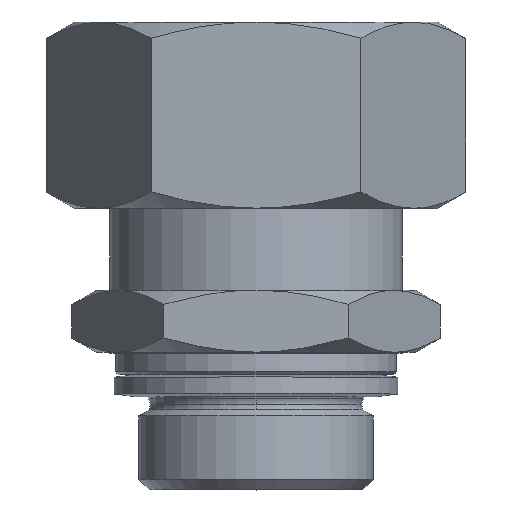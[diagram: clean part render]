
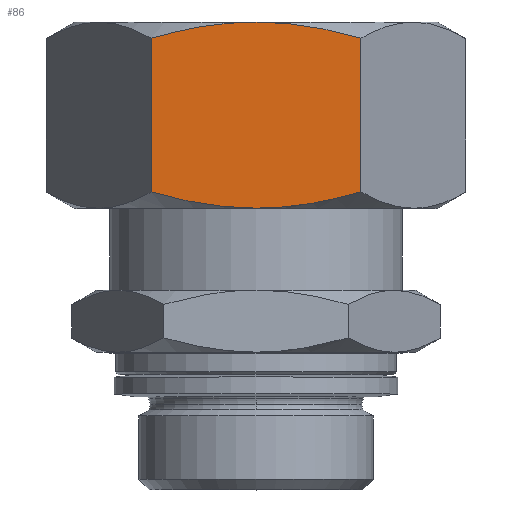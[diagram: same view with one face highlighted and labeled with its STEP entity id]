
A CAD part, top view. The second image highlights one B-rep face of the part: STEP entity #86.
In plain terms, the highlighted planar face has unit normal (0, 0, 1).
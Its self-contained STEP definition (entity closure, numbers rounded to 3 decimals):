
#86=ADVANCED_FACE('',(#212),#213,.T.);
#212=FACE_OUTER_BOUND('',#387,.T.);
#213=PLANE('',#388);
#387=EDGE_LOOP('',(#751,#752,#753,#754,#755,#756));
#388=AXIS2_PLACEMENT_3D('',#757,#758,#759);
#751=ORIENTED_EDGE('',*,*,#1181,.F.);
#752=ORIENTED_EDGE('',*,*,#1178,.F.);
#753=ORIENTED_EDGE('',*,*,#1204,.T.);
#754=ORIENTED_EDGE('',*,*,#1196,.F.);
#755=ORIENTED_EDGE('',*,*,#1193,.F.);
#756=ORIENTED_EDGE('',*,*,#1205,.F.);
#757=CARTESIAN_POINT('',(0.,31.74,20.5));
#758=DIRECTION('',(0.,0.0,1.0));
#759=DIRECTION('',(1.0,0.0,0.));
#1178=EDGE_CURVE('',#1432,#1421,#1433,.T.);
#1181=EDGE_CURVE('',#1421,#1435,#1437,.T.);
#1193=EDGE_CURVE('',#1454,#1455,#1456,.T.);
#1196=EDGE_CURVE('',#1455,#1459,#1460,.T.);
#1204=EDGE_CURVE('',#1432,#1459,#1470,.T.);
#1205=EDGE_CURVE('',#1435,#1454,#1471,.T.);
#1421=VERTEX_POINT('',#1825);
#1432=VERTEX_POINT('',#1836);
#1433=(B_SPLINE_CURVE(2,(#1838,#1839,#1840,#1841,#1842),.UNSPECIFIED.,.F.,.F.)B_SPLINE_CURVE_WITH_KNOTS((3,2,3),(0.0,12.02,24.04),.UNSPECIFIED.)RATIONAL_B_SPLINE_CURVE((1.0,1.038,1.0,1.038,1.0))BOUNDED_CURVE()REPRESENTATION_ITEM('')GEOMETRIC_REPRESENTATION_ITEM()CURVE());
#1435=VERTEX_POINT('',#1861);
#1437=(B_SPLINE_CURVE(2,(#1875,#1876,#1877,#1878,#1879),.UNSPECIFIED.,.F.,.F.)B_SPLINE_CURVE_WITH_KNOTS((3,2,3),(0.0,12.02,24.04),.UNSPECIFIED.)RATIONAL_B_SPLINE_CURVE((1.0,1.038,1.0,1.038,1.0))BOUNDED_CURVE()REPRESENTATION_ITEM('')GEOMETRIC_REPRESENTATION_ITEM()CURVE());
#1454=VERTEX_POINT('',#2001);
#1455=VERTEX_POINT('',#2002);
#1456=(B_SPLINE_CURVE(2,(#2004,#2005,#2006,#2007,#2008),.UNSPECIFIED.,.F.,.F.)B_SPLINE_CURVE_WITH_KNOTS((3,2,3),(0.0,12.02,24.04),.UNSPECIFIED.)RATIONAL_B_SPLINE_CURVE((1.0,1.038,1.0,1.038,1.0))BOUNDED_CURVE()REPRESENTATION_ITEM('')GEOMETRIC_REPRESENTATION_ITEM()CURVE());
#1459=VERTEX_POINT('',#2028);
#1460=(B_SPLINE_CURVE(2,(#2030,#2031,#2032,#2033,#2034),.UNSPECIFIED.,.F.,.F.)B_SPLINE_CURVE_WITH_KNOTS((3,2,3),(0.0,12.02,24.04),.UNSPECIFIED.)RATIONAL_B_SPLINE_CURVE((1.0,1.038,1.0,1.038,1.0))BOUNDED_CURVE()REPRESENTATION_ITEM('')GEOMETRIC_REPRESENTATION_ITEM()CURVE());
#1470=LINE('',#2094,#2095);
#1471=LINE('',#2096,#2097);
#1825=CARTESIAN_POINT('',(0.,31.74,20.5));
#1836=CARTESIAN_POINT('',(11.836,33.571,20.5));
#1838=CARTESIAN_POINT('',(11.848,33.574,20.5));
#1839=CARTESIAN_POINT('',(5.498,31.74,20.5));
#1840=CARTESIAN_POINT('',(0.,31.74,20.5));
#1841=CARTESIAN_POINT('',(-5.498,31.74,20.5));
#1842=CARTESIAN_POINT('',(-11.848,33.574,20.5));
#1861=CARTESIAN_POINT('',(-11.836,33.571,20.5));
#1875=CARTESIAN_POINT('',(11.848,33.574,20.5));
#1876=CARTESIAN_POINT('',(5.498,31.74,20.5));
#1877=CARTESIAN_POINT('',(0.,31.74,20.5));
#1878=CARTESIAN_POINT('',(-5.498,31.74,20.5));
#1879=CARTESIAN_POINT('',(-11.848,33.574,20.5));
#2001=CARTESIAN_POINT('',(-11.836,50.909,20.5));
#2002=CARTESIAN_POINT('',(0.,52.74,20.5));
#2004=CARTESIAN_POINT('',(-11.848,50.905,20.5));
#2005=CARTESIAN_POINT('',(-5.498,52.74,20.5));
#2006=CARTESIAN_POINT('',(0.,52.74,20.5));
#2007=CARTESIAN_POINT('',(5.498,52.74,20.5));
#2008=CARTESIAN_POINT('',(11.848,50.905,20.5));
#2028=CARTESIAN_POINT('',(11.836,50.909,20.5));
#2030=CARTESIAN_POINT('',(-11.848,50.905,20.5));
#2031=CARTESIAN_POINT('',(-5.498,52.74,20.5));
#2032=CARTESIAN_POINT('',(0.,52.74,20.5));
#2033=CARTESIAN_POINT('',(5.498,52.74,20.5));
#2034=CARTESIAN_POINT('',(11.848,50.905,20.5));
#2094=CARTESIAN_POINT('',(11.836,31.74,20.5));
#2095=VECTOR('',#2606,1.0);
#2096=CARTESIAN_POINT('',(-11.836,31.74,20.5));
#2097=VECTOR('',#2607,1.0);
#2606=DIRECTION('',(0.0,1.0,0.0));
#2607=DIRECTION('',(0.0,1.0,0.0));
